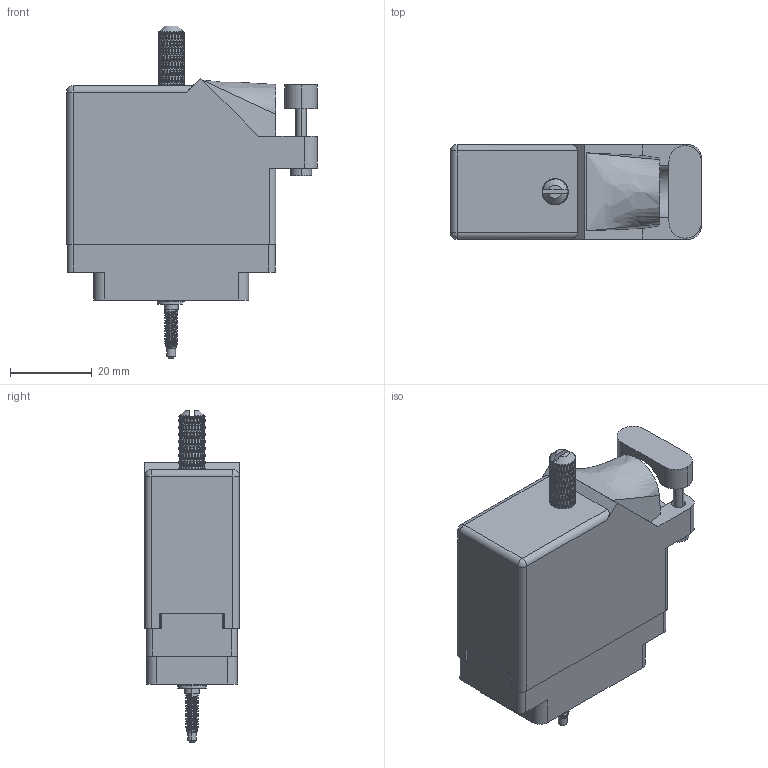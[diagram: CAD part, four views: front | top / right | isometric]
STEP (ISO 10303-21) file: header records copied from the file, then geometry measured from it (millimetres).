
FILE_DESCRIPTION (( 'STEP AP203' ), '1' );
FILE_NAME ('519-036-000-325.STEP', '2020-03-02T21:24:17', ( '' ), ( '' ), 'SwSTEP 2.0', 'SolidWorks 2016', '' );
FILE_SCHEMA (( 'CONFIG_CONTROL_DESIGN' ));
Length unit declared in the file: inch
Products named in the file (8): 516-250-038-111; 519 Plug Insulator_036; Actuating Screw Assy 038-056; 516-253-035-100; 519-036-000-325; 516-251-035-100; 516-253-138-107; 516-230-001_Plastic - 038 Side Entry
Assembly tree (8 placements, depth 3):
  519-036-000-325
    519 Plug Insulator_036
    Actuating Screw Assy 038-056
      516-251-035-100
      516-253-035-100  x2
      516-253-138-107
      516-250-038-111
    516-230-001_Plastic - 038 Side Entry
Bounding box: 61.21 x 23.11 x 81.03 mm (x, y, z)
Volume: 21564.8 mm3; surface area: 27448.7 mm2
Topology: 7 solids, 7 shells, 2326 faces, 5695 edges, 3406 vertices
Faces by surface type: bspline 1009, plane 728, cylinder 567, cone 20, sphere 2
Entity records: 97921 total; most frequent: CARTESIAN_POINT 53667, ORIENTED_EDGE 11362, DIRECTION 6525, EDGE_CURVE 5681, VERTEX_POINT 3398, EDGE_LOOP 2441, ADVANCED_FACE 2320, FACE_OUTER_BOUND 2320
